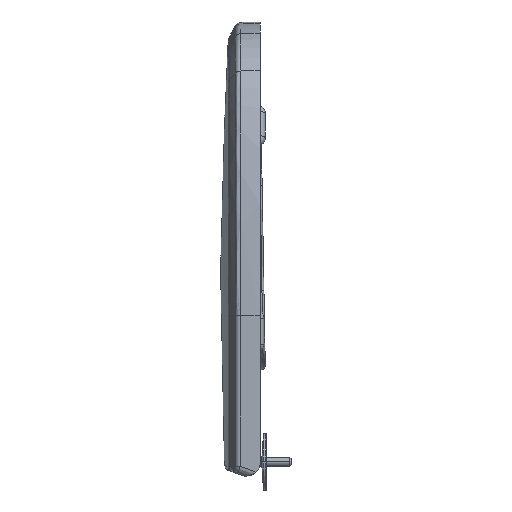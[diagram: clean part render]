
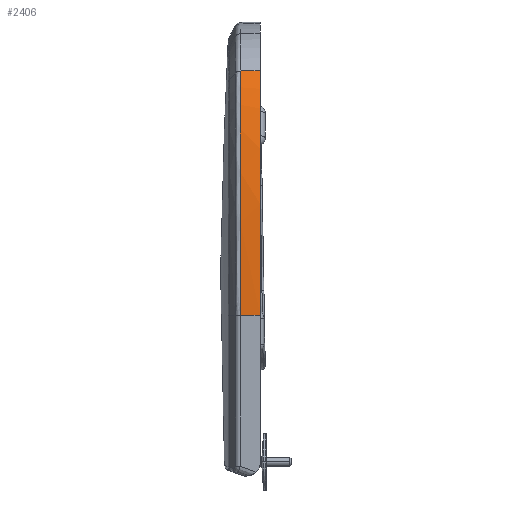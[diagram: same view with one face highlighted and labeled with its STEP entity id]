
A CAD part, left-side view. The second image highlights one B-rep face of the part: STEP entity #2406.
In plain terms, the highlighted free-form (B-spline) face has degree [1, 3] with [2, 20] control points.
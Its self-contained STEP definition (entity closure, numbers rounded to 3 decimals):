
#728=LINE('',#22587,#1060);
#729=LINE('',#22591,#1061);
#1060=VECTOR('',#13018,1.);
#1061=VECTOR('',#13023,1.);
#2406=ADVANCED_FACE('',(#3241),#2929,.F.);
#2929=B_SPLINE_SURFACE_WITH_KNOTS('',1,3,((#22613,#22614,#22615,#22616,
#22617,#22618,#22619,#22620,#22621,#22622,#22623,#22624,#22625,#22626,#22627,
#22628,#22629,#22630,#22631,#22632),(#22633,#22634,#22635,#22636,#22637,
#22638,#22639,#22640,#22641,#22642,#22643,#22644,#22645,#22646,#22647,#22648,
#22649,#22650,#22651,#22652)),.UNSPECIFIED.,.F.,.F.,.F.,(2,2),(4,2,2,2,
2,2,2,2,2,4),(0.,1.),(0.,0.125,0.188,0.25,0.375,0.438,0.5,0.75,0.875,
1.),.UNSPECIFIED.);
#3241=FACE_OUTER_BOUND('',#3956,.T.);
#3956=EDGE_LOOP('',(#5448,#5449,#5450,#5451));
#5448=ORIENTED_EDGE('',*,*,#9302,.F.);
#5449=ORIENTED_EDGE('',*,*,#9025,.T.);
#5450=ORIENTED_EDGE('',*,*,#9304,.T.);
#5451=ORIENTED_EDGE('',*,*,#9305,.T.);
#7952=VERTEX_POINT('',#16601);
#7956=VERTEX_POINT('',#16764);
#8117=VERTEX_POINT('',#22588);
#8118=VERTEX_POINT('',#22592);
#9025=EDGE_CURVE('',#7952,#7956,#10427,.T.);
#9302=EDGE_CURVE('',#7952,#8117,#728,.T.);
#9304=EDGE_CURVE('',#7956,#8118,#729,.T.);
#9305=EDGE_CURVE('',#8118,#8117,#10543,.T.);
#10427=B_SPLINE_CURVE_WITH_KNOTS('',3,(#16765,#16766,#16767,#16768,#16769,
#16770,#16771,#16772,#16773,#16774,#16775,#16776,#16777,#16778,#16779,#16780,
#16781,#16782,#16783,#16784),.UNSPECIFIED.,.F.,.F.,(4,2,2,2,2,2,2,2,2,4),
(0.,0.125,0.25,0.5,0.563,0.625,0.75,0.813,0.875,1.),.UNSPECIFIED.);
#10543=B_SPLINE_CURVE_WITH_KNOTS('',3,(#22593,#22594,#22595,#22596,#22597,
#22598,#22599,#22600,#22601,#22602,#22603,#22604,#22605,#22606,#22607,#22608,
#22609,#22610,#22611,#22612),.UNSPECIFIED.,.F.,.F.,(4,2,2,2,2,2,2,2,2,4),
(0.,0.125,0.188,0.25,0.375,0.438,0.5,0.75,0.875,1.),.UNSPECIFIED.);
#13018=DIRECTION('',(-0.021,-1.,0.016));
#13023=DIRECTION('',(-0.026,-1.,0.));
#16601=CARTESIAN_POINT('',(-146.1,24.913,389.687));
#16764=CARTESIAN_POINT('',(-188.372,24.913,146.));
#16765=CARTESIAN_POINT('',(-146.1,24.913,389.687));
#16766=CARTESIAN_POINT('',(-152.431,24.913,381.235));
#16767=CARTESIAN_POINT('',(-157.538,24.913,371.803));
#16768=CARTESIAN_POINT('',(-165.778,24.913,352.388));
#16769=CARTESIAN_POINT('',(-168.919,24.913,342.389));
#16770=CARTESIAN_POINT('',(-176.926,24.913,312.275));
#16771=CARTESIAN_POINT('',(-180.476,24.913,292.074));
#16772=CARTESIAN_POINT('',(-183.533,24.913,265.812));
#16773=CARTESIAN_POINT('',(-184.075,24.913,260.506));
#16774=CARTESIAN_POINT('',(-185.042,24.913,249.784));
#16775=CARTESIAN_POINT('',(-185.466,24.913,244.38));
#16776=CARTESIAN_POINT('',(-186.58,24.913,228.224));
#16777=CARTESIAN_POINT('',(-187.112,24.913,217.534));
#16778=CARTESIAN_POINT('',(-187.679,24.913,202.392));
#16779=CARTESIAN_POINT('',(-187.829,24.913,197.496));
#16780=CARTESIAN_POINT('',(-188.066,24.913,188.125));
#16781=CARTESIAN_POINT('',(-188.153,24.913,183.664));
#16782=CARTESIAN_POINT('',(-188.341,24.913,169.766));
#16783=CARTESIAN_POINT('',(-188.372,24.913,159.813));
#16784=CARTESIAN_POINT('',(-188.372,24.913,146.));
#22587=CARTESIAN_POINT('',(-146.517,5.,390.));
#22588=CARTESIAN_POINT('',(-146.517,5.,390.));
#22591=CARTESIAN_POINT('',(-188.893,5.,146.));
#22592=CARTESIAN_POINT('',(-188.893,5.,146.));
#22593=CARTESIAN_POINT('',(-188.893,5.,146.));
#22594=CARTESIAN_POINT('',(-188.893,5.,159.814));
#22595=CARTESIAN_POINT('',(-188.863,5.,169.769));
#22596=CARTESIAN_POINT('',(-188.674,5.,183.673));
#22597=CARTESIAN_POINT('',(-188.587,5.,188.137));
#22598=CARTESIAN_POINT('',(-188.35,5.,197.511));
#22599=CARTESIAN_POINT('',(-188.2,5.,202.41));
#22600=CARTESIAN_POINT('',(-187.633,5.,217.558));
#22601=CARTESIAN_POINT('',(-187.1,5.,228.253));
#22602=CARTESIAN_POINT('',(-185.986,5.,244.419));
#22603=CARTESIAN_POINT('',(-185.562,5.,249.827));
#22604=CARTESIAN_POINT('',(-184.594,5.,260.556));
#22605=CARTESIAN_POINT('',(-184.052,5.,265.867));
#22606=CARTESIAN_POINT('',(-180.992,5.,292.154));
#22607=CARTESIAN_POINT('',(-177.438,5.,312.379));
#22608=CARTESIAN_POINT('',(-169.419,5.,342.538));
#22609=CARTESIAN_POINT('',(-166.271,5.,352.561));
#22610=CARTESIAN_POINT('',(-158.005,5.,372.038));
#22611=CARTESIAN_POINT('',(-152.88,5.,381.506));
#22612=CARTESIAN_POINT('',(-146.517,5.,390.));
#22613=CARTESIAN_POINT('',(-188.893,5.,146.));
#22614=CARTESIAN_POINT('',(-188.893,5.,159.814));
#22615=CARTESIAN_POINT('',(-188.863,5.,169.769));
#22616=CARTESIAN_POINT('',(-188.674,5.,183.673));
#22617=CARTESIAN_POINT('',(-188.587,5.,188.137));
#22618=CARTESIAN_POINT('',(-188.35,5.,197.511));
#22619=CARTESIAN_POINT('',(-188.2,5.,202.41));
#22620=CARTESIAN_POINT('',(-187.633,5.,217.558));
#22621=CARTESIAN_POINT('',(-187.1,5.,228.253));
#22622=CARTESIAN_POINT('',(-185.986,5.,244.419));
#22623=CARTESIAN_POINT('',(-185.562,5.,249.827));
#22624=CARTESIAN_POINT('',(-184.594,5.,260.556));
#22625=CARTESIAN_POINT('',(-184.052,5.,265.867));
#22626=CARTESIAN_POINT('',(-180.992,5.,292.154));
#22627=CARTESIAN_POINT('',(-177.438,5.,312.379));
#22628=CARTESIAN_POINT('',(-169.419,5.,342.538));
#22629=CARTESIAN_POINT('',(-166.271,5.,352.561));
#22630=CARTESIAN_POINT('',(-158.005,5.,372.038));
#22631=CARTESIAN_POINT('',(-152.88,5.,381.506));
#22632=CARTESIAN_POINT('',(-146.517,5.,390.));
#22633=CARTESIAN_POINT('',(-188.372,24.913,146.));
#22634=CARTESIAN_POINT('',(-188.372,24.913,159.813));
#22635=CARTESIAN_POINT('',(-188.341,24.913,169.766));
#22636=CARTESIAN_POINT('',(-188.153,24.913,183.664));
#22637=CARTESIAN_POINT('',(-188.066,24.913,188.125));
#22638=CARTESIAN_POINT('',(-187.829,24.913,197.496));
#22639=CARTESIAN_POINT('',(-187.679,24.913,202.392));
#22640=CARTESIAN_POINT('',(-187.112,24.913,217.534));
#22641=CARTESIAN_POINT('',(-186.58,24.913,228.224));
#22642=CARTESIAN_POINT('',(-185.466,24.913,244.38));
#22643=CARTESIAN_POINT('',(-185.042,24.913,249.784));
#22644=CARTESIAN_POINT('',(-184.075,24.913,260.506));
#22645=CARTESIAN_POINT('',(-183.533,24.913,265.812));
#22646=CARTESIAN_POINT('',(-180.476,24.913,292.074));
#22647=CARTESIAN_POINT('',(-176.926,24.913,312.275));
#22648=CARTESIAN_POINT('',(-168.919,24.913,342.389));
#22649=CARTESIAN_POINT('',(-165.778,24.913,352.388));
#22650=CARTESIAN_POINT('',(-157.538,24.913,371.803));
#22651=CARTESIAN_POINT('',(-152.431,24.913,381.235));
#22652=CARTESIAN_POINT('',(-146.1,24.913,389.687));
